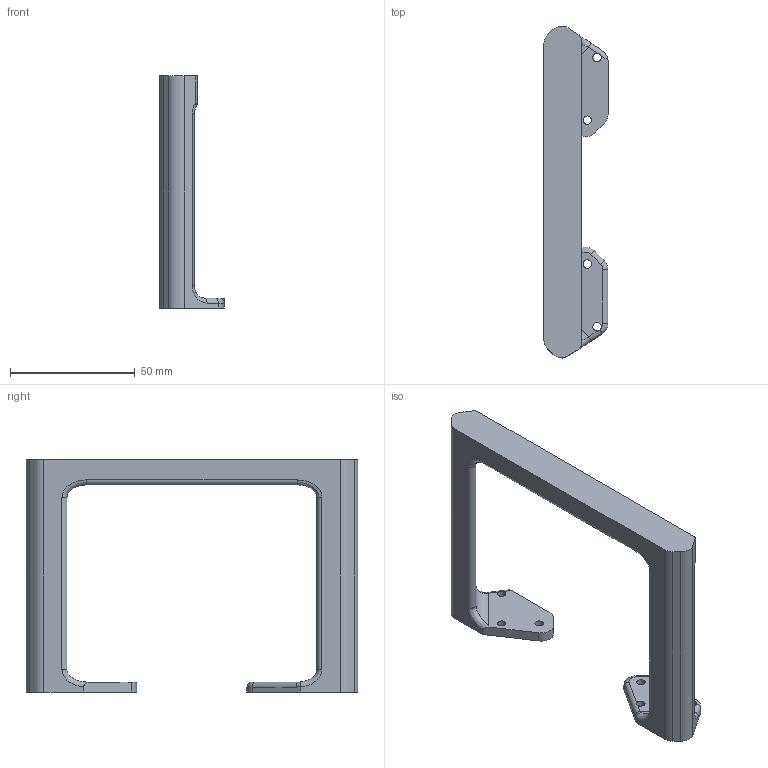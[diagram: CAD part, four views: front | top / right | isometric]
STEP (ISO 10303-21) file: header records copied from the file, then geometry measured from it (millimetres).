
FILE_DESCRIPTION (( 'STEP AP214' ), '1' );
FILE_NAME ('阨す褐殤.STEP', '2024-04-29T06:08:49', ( '' ), ( '' ), 'SwSTEP 2.0', 'SolidWorks 2022', '' );
FILE_SCHEMA (( 'AUTOMOTIVE_DESIGN' ));
Length unit declared in the file: millimetre
Products named in the file (1): 水平脚架
Bounding box: 25.78 x 132.96 x 93.04 mm (x, y, z)
Volume: 48628.5 mm3; surface area: 17649.6 mm2
Topology: 1 solids, 1 shells, 79 faces, 213 edges, 133 vertices
Faces by surface type: cylinder 40, plane 21, bspline 11, sphere 4, torus 3
Entity records: 2925 total; most frequent: CARTESIAN_POINT 946, ORIENTED_EDGE 426, DIRECTION 406, EDGE_CURVE 213, AXIS2_PLACEMENT_3D 156, VERTEX_POINT 133, VECTOR 94, LINE 94
